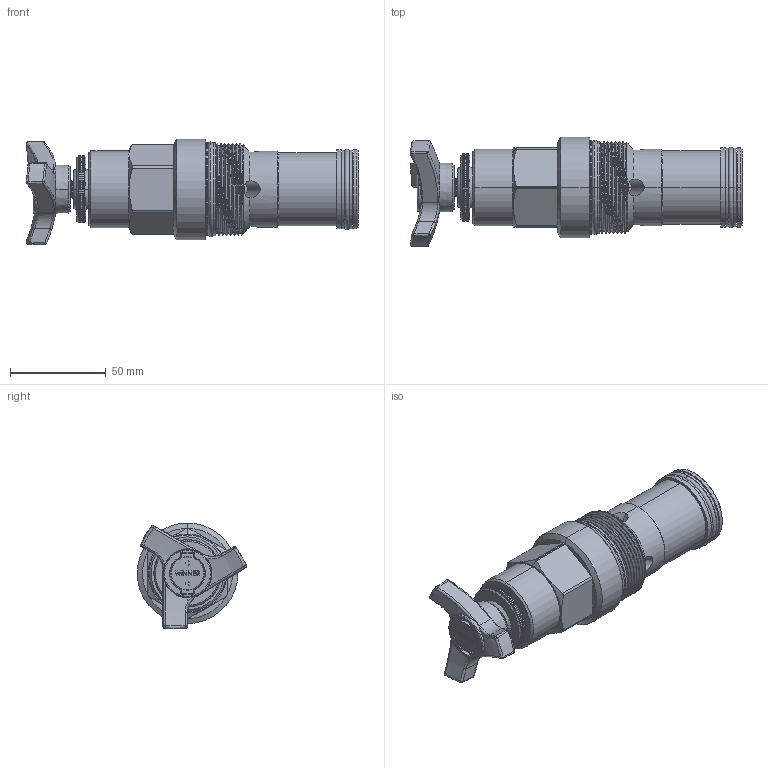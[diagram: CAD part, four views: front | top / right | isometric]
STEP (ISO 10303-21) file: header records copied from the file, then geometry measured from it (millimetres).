
FILE_DESCRIPTION (( 'STEP AP203' ), '1' );
FILE_NAME ('NC18A21-T.STEP', '2020-03-19T05:44:57', ( '' ), ( '' ), 'SwSTEP 2.0', 'SolidWorks 2018', '' );
FILE_SCHEMA (( 'CONFIG_CONTROL_DESIGN' ));
Length unit declared in the file: millimetre
Products named in the file (1): NC18A21-T
Bounding box: 172.92 x 57.05 x 55.16 mm (x, y, z)
Volume: 211110.2 mm3; surface area: 42694.7 mm2
Topology: 2 solids, 6 shells, 746 faces, 1952 edges, 1234 vertices
Faces by surface type: plane 327, cylinder 210, bspline 85, cone 55, sphere 40, torus 29
Entity records: 29705 total; most frequent: CARTESIAN_POINT 12548, ORIENTED_EDGE 3862, DIRECTION 3224, EDGE_CURVE 1931, AXIS2_PLACEMENT_3D 1263, VERTEX_POINT 1228, EDGE_LOOP 783, ADVANCED_FACE 746
